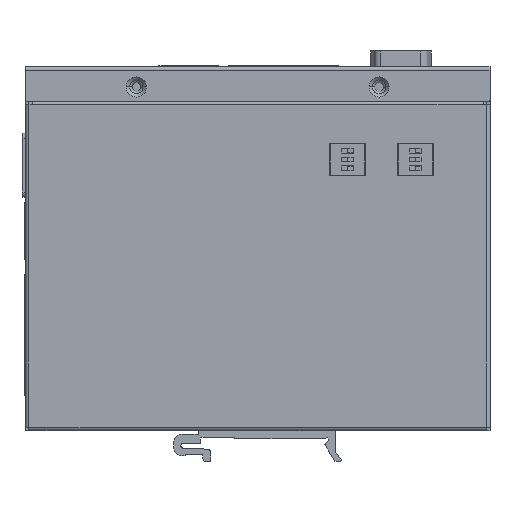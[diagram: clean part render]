
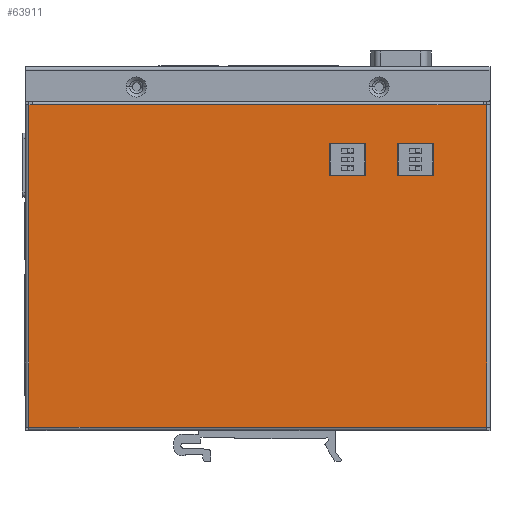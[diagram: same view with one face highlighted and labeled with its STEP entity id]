
A CAD part, front view. The second image highlights one B-rep face of the part: STEP entity #63911.
In plain terms, the highlighted planar face has unit normal (0, -1, 0).
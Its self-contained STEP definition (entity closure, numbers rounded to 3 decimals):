
#20899=DIRECTION('',(1.,0.,0.));
#20900=VECTOR('',#20899,1.);
#20901=CARTESIAN_POINT('',(67.7,-7.8,38.));
#20902=LINE('',#20901,#20900);
#20903=DIRECTION('',(0.,0.,-1.));
#20904=VECTOR('',#20903,93.);
#20905=CARTESIAN_POINT('',(68.7,-7.8,38.));
#20906=LINE('',#20905,#20904);
#20907=DIRECTION('',(1.,0.,0.));
#20908=VECTOR('',#20907,1.);
#20909=CARTESIAN_POINT('',(-63.3,-7.8,38.));
#20910=LINE('',#20909,#20908);
#20911=DIRECTION('',(-1.,0.,0.));
#20912=VECTOR('',#20911,130.);
#20913=CARTESIAN_POINT('',(67.7,-7.8,38.));
#20914=LINE('',#20913,#20912);
#21699=DIRECTION('',(0.,0.,-1.));
#21700=VECTOR('',#21699,93.);
#21701=CARTESIAN_POINT('',(-63.3,-7.8,38.));
#21702=LINE('',#21701,#21700);
#21919=DIRECTION('',(1.,0.,0.));
#21920=VECTOR('',#21919,132.);
#21921=CARTESIAN_POINT('',(-63.3,-7.8,-55.));
#21922=LINE('',#21921,#21920);
#25082=DIRECTION('',(0.,0.,1.));
#25083=VECTOR('',#25082,9.48);
#25084=CARTESIAN_POINT('',(42.977,-7.8,17.449));
#25085=LINE('',#25084,#25083);
#25090=DIRECTION('',(1.,0.,0.));
#25091=VECTOR('',#25090,10.4);
#25092=CARTESIAN_POINT('',(42.977,-7.8,26.929));
#25093=LINE('',#25092,#25091);
#25102=DIRECTION('',(0.,0.,-1.));
#25103=VECTOR('',#25102,9.48);
#25104=CARTESIAN_POINT('',(53.377,-7.8,26.929));
#25105=LINE('',#25104,#25103);
#25114=DIRECTION('',(-1.,0.,0.));
#25115=VECTOR('',#25114,10.4);
#25116=CARTESIAN_POINT('',(53.377,-7.8,17.449));
#25117=LINE('',#25116,#25115);
#25130=DIRECTION('',(0.,0.,1.));
#25131=VECTOR('',#25130,9.48);
#25132=CARTESIAN_POINT('',(23.403,-7.8,17.449));
#25133=LINE('',#25132,#25131);
#25138=DIRECTION('',(1.,0.,0.));
#25139=VECTOR('',#25138,10.4);
#25140=CARTESIAN_POINT('',(23.403,-7.8,26.929));
#25141=LINE('',#25140,#25139);
#25150=DIRECTION('',(0.,0.,-1.));
#25151=VECTOR('',#25150,9.48);
#25152=CARTESIAN_POINT('',(33.803,-7.8,26.929));
#25153=LINE('',#25152,#25151);
#25162=DIRECTION('',(-1.,0.,0.));
#25163=VECTOR('',#25162,10.4);
#25164=CARTESIAN_POINT('',(33.803,-7.8,17.449));
#25165=LINE('',#25164,#25163);
#32253=CARTESIAN_POINT('',(68.7,-7.8,-55.));
#32254=VERTEX_POINT('',#32253);
#32317=CARTESIAN_POINT('',(-63.3,-7.8,-55.));
#32318=VERTEX_POINT('',#32317);
#32369=CARTESIAN_POINT('',(-62.3,-7.8,38.));
#32370=VERTEX_POINT('',#32369);
#32375=CARTESIAN_POINT('',(67.7,-7.8,38.));
#32376=VERTEX_POINT('',#32375);
#32387=CARTESIAN_POINT('',(68.7,-7.8,38.));
#32388=VERTEX_POINT('',#32387);
#32389=CARTESIAN_POINT('',(-63.3,-7.8,38.));
#32390=VERTEX_POINT('',#32389);
#32391=CARTESIAN_POINT('',(42.977,-7.8,17.449));
#32392=CARTESIAN_POINT('',(42.977,-7.8,26.929));
#32393=VERTEX_POINT('',#32391);
#32394=VERTEX_POINT('',#32392);
#32395=CARTESIAN_POINT('',(53.377,-7.8,17.449));
#32396=VERTEX_POINT('',#32395);
#32397=CARTESIAN_POINT('',(53.377,-7.8,26.929));
#32398=VERTEX_POINT('',#32397);
#32399=CARTESIAN_POINT('',(23.403,-7.8,17.449));
#32400=CARTESIAN_POINT('',(23.403,-7.8,26.929));
#32401=VERTEX_POINT('',#32399);
#32402=VERTEX_POINT('',#32400);
#32403=CARTESIAN_POINT('',(33.803,-7.8,17.449));
#32404=VERTEX_POINT('',#32403);
#32405=CARTESIAN_POINT('',(33.803,-7.8,26.929));
#32406=VERTEX_POINT('',#32405);
#63874=CARTESIAN_POINT('',(2.7,-7.8,-8.5));
#63875=DIRECTION('',(0.,1.,0.));
#63876=DIRECTION('',(-1.,0.,0.));
#63877=AXIS2_PLACEMENT_3D('',#63874,#63875,#63876);
#63878=PLANE('',#63877);
#63880=ORIENTED_EDGE('',*,*,#63879,.F.);
#63881=ORIENTED_EDGE('',*,*,#63867,.T.);
#63882=ORIENTED_EDGE('',*,*,#63602,.T.);
#63884=ORIENTED_EDGE('',*,*,#63883,.F.);
#63886=ORIENTED_EDGE('',*,*,#63885,.F.);
#63888=ORIENTED_EDGE('',*,*,#63887,.T.);
#63889=EDGE_LOOP('',(#63880,#63881,#63882,#63884,#63886,#63888));
#63890=FACE_OUTER_BOUND('',#63889,.F.);
#63892=ORIENTED_EDGE('',*,*,#63891,.F.);
#63894=ORIENTED_EDGE('',*,*,#63893,.F.);
#63896=ORIENTED_EDGE('',*,*,#63895,.F.);
#63898=ORIENTED_EDGE('',*,*,#63897,.F.);
#63899=EDGE_LOOP('',(#63892,#63894,#63896,#63898));
#63900=FACE_BOUND('',#63899,.F.);
#63902=ORIENTED_EDGE('',*,*,#63901,.F.);
#63904=ORIENTED_EDGE('',*,*,#63903,.F.);
#63906=ORIENTED_EDGE('',*,*,#63905,.F.);
#63908=ORIENTED_EDGE('',*,*,#63907,.F.);
#63909=EDGE_LOOP('',(#63902,#63904,#63906,#63908));
#63910=FACE_BOUND('',#63909,.F.);
#63602=EDGE_CURVE('',#32388,#32254,#20906,.T.);
#63867=EDGE_CURVE('',#32376,#32388,#20902,.T.);
#63879=EDGE_CURVE('',#32376,#32370,#20914,.T.);
#63883=EDGE_CURVE('',#32318,#32254,#21922,.T.);
#63885=EDGE_CURVE('',#32390,#32318,#21702,.T.);
#63887=EDGE_CURVE('',#32390,#32370,#20910,.T.);
#63891=EDGE_CURVE('',#32393,#32394,#25085,.T.);
#63893=EDGE_CURVE('',#32396,#32393,#25117,.T.);
#63895=EDGE_CURVE('',#32398,#32396,#25105,.T.);
#63897=EDGE_CURVE('',#32394,#32398,#25093,.T.);
#63901=EDGE_CURVE('',#32401,#32402,#25133,.T.);
#63903=EDGE_CURVE('',#32404,#32401,#25165,.T.);
#63905=EDGE_CURVE('',#32406,#32404,#25153,.T.);
#63907=EDGE_CURVE('',#32402,#32406,#25141,.T.);
#63911=ADVANCED_FACE('',(#63890,#63900,#63910),#63878,.F.);
